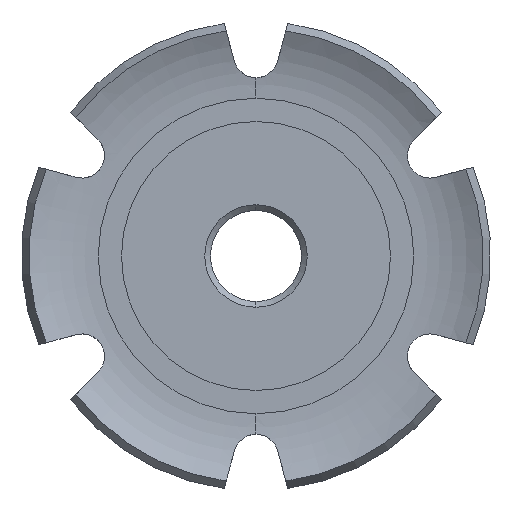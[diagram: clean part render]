
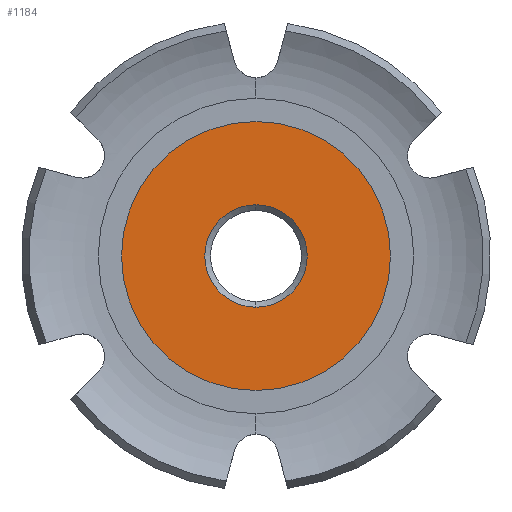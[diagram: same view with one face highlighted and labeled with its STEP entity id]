
A CAD part, front view. The second image highlights one B-rep face of the part: STEP entity #1184.
In plain terms, the highlighted planar face has unit normal (0, -1, 0).
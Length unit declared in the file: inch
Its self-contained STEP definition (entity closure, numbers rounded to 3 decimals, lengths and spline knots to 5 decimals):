
#47 = CIRCLE ( 'NONE', #2585, 0.0895 ) ;
#100 = AXIS2_PLACEMENT_3D ( 'NONE', #877, #657, #2342 ) ;
#188 = CARTESIAN_POINT ( 'NONE',  ( 0., -0.19685, 0. ) ) ;
#192 = VERTEX_POINT ( 'NONE', #1441 ) ;
#202 = VERTEX_POINT ( 'NONE', #2739 ) ;
#263 = EDGE_LOOP ( 'NONE', ( #1389, #1925 ) ) ;
#342 = FACE_BOUND ( 'NONE', #263, .T. ) ;
#351 = CIRCLE ( 'NONE', #100, 0.0895 ) ;
#390 = DIRECTION ( 'NONE',  ( -1., 0., 0. ) ) ;
#501 = EDGE_CURVE ( 'NONE', #202, #2043, #2102, .T. ) ;
#657 = DIRECTION ( 'NONE',  ( 0., 1., 0. ) ) ;
#659 = ORIENTED_EDGE ( 'NONE', *, *, #501, .F. ) ;
#821 = CIRCLE ( 'NONE', #868, 0.235 ) ;
#868 = AXIS2_PLACEMENT_3D ( 'NONE', #188, #2574, #1486 ) ;
#872 = EDGE_LOOP ( 'NONE', ( #659, #2738 ) ) ;
#877 = CARTESIAN_POINT ( 'NONE',  ( 0., -0.19685, 0. ) ) ;
#1031 = DIRECTION ( 'NONE',  ( 0., 1., 0. ) ) ;
#1184 = ADVANCED_FACE ( 'NONE', ( #342, #2761 ), #1826, .F. ) ;
#1189 = CARTESIAN_POINT ( 'NONE',  ( 0.235, -0.19685, 0. ) ) ;
#1389 = ORIENTED_EDGE ( 'NONE', *, *, #2017, .T. ) ;
#1393 = AXIS2_PLACEMENT_3D ( 'NONE', #1697, #1031, #2572 ) ;
#1441 = CARTESIAN_POINT ( 'NONE',  ( 0., -0.19685, -0.0895 ) ) ;
#1486 = DIRECTION ( 'NONE',  ( -1., 0., 0. ) ) ;
#1697 = CARTESIAN_POINT ( 'NONE',  ( 0., -0.19685, 0. ) ) ;
#1826 = PLANE ( 'NONE',  #2458 ) ;
#1829 = CARTESIAN_POINT ( 'NONE',  ( 0., -0.19685, 0. ) ) ;
#1906 = CARTESIAN_POINT ( 'NONE',  ( 0., -0.19685, 0.0895 ) ) ;
#1925 = ORIENTED_EDGE ( 'NONE', *, *, #2711, .T. ) ;
#1996 = DIRECTION ( 'NONE',  ( -1., 0., 0. ) ) ;
#2017 = EDGE_CURVE ( 'NONE', #192, #2245, #47, .T. ) ;
#2027 = DIRECTION ( 'NONE',  ( 0., 1., 0. ) ) ;
#2043 = VERTEX_POINT ( 'NONE', #1189 ) ;
#2102 = CIRCLE ( 'NONE', #1393, 0.235 ) ;
#2236 = EDGE_CURVE ( 'NONE', #2043, #202, #821, .T. ) ;
#2245 = VERTEX_POINT ( 'NONE', #1906 ) ;
#2342 = DIRECTION ( 'NONE',  ( -1., 0., 0. ) ) ;
#2346 = DIRECTION ( 'NONE',  ( 0., 1., 0. ) ) ;
#2458 = AXIS2_PLACEMENT_3D ( 'NONE', #2799, #2346, #390 ) ;
#2572 = DIRECTION ( 'NONE',  ( -1., 0., 0. ) ) ;
#2574 = DIRECTION ( 'NONE',  ( 0., 1., 0. ) ) ;
#2585 = AXIS2_PLACEMENT_3D ( 'NONE', #1829, #2027, #1996 ) ;
#2711 = EDGE_CURVE ( 'NONE', #2245, #192, #351, .T. ) ;
#2738 = ORIENTED_EDGE ( 'NONE', *, *, #2236, .F. ) ;
#2739 = CARTESIAN_POINT ( 'NONE',  ( -0.235, -0.19685, 0. ) ) ;
#2761 = FACE_OUTER_BOUND ( 'NONE', #872, .T. ) ;
#2799 = CARTESIAN_POINT ( 'NONE',  ( 0.235, -0.19685, 0. ) ) ;
